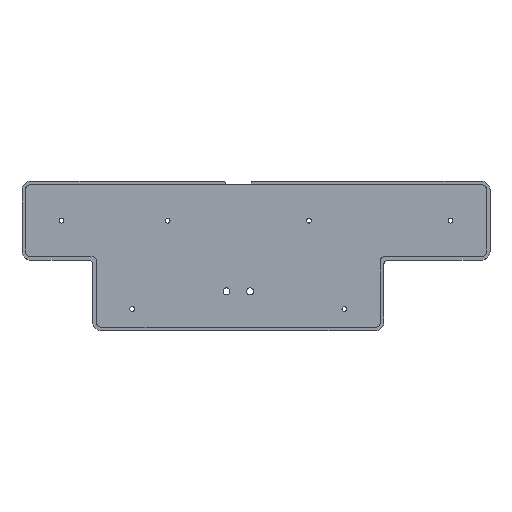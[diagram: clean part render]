
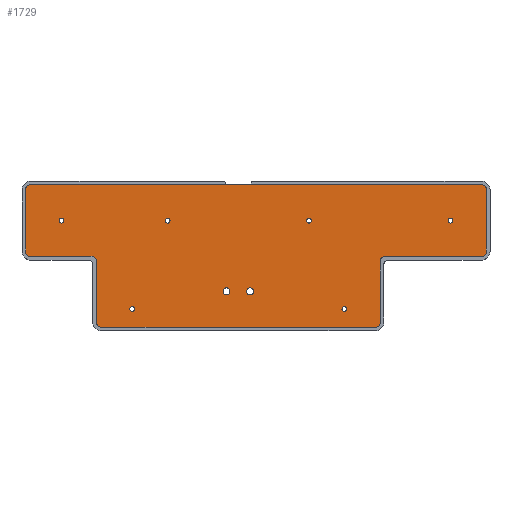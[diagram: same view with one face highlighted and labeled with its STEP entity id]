
A CAD part, top view. The second image highlights one B-rep face of the part: STEP entity #1729.
In plain terms, the highlighted planar face has unit normal (0, 0, 1).
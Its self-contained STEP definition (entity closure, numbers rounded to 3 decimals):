
#917 = EDGE_CURVE('',#918,#920,#922,.T.);
#918 = VERTEX_POINT('',#919);
#919 = CARTESIAN_POINT('',(122.554,-2.,2.));
#920 = VERTEX_POINT('',#921);
#921 = CARTESIAN_POINT('',(110.554,-2.,2.));
#922 = LINE('',#923,#924);
#923 = CARTESIAN_POINT('',(247.777,-2.,2.));
#924 = VECTOR('',#925,1.);
#925 = DIRECTION('',(-1.,0.,0.));
#1059 = VERTEX_POINT('',#1060);
#1060 = CARTESIAN_POINT('',(60.704,-68.929,2.));
#1068 = EDGE_CURVE('',#1059,#1059,#1069,.T.);
#1069 = CIRCLE('',#1070,1.3);
#1070 = AXIS2_PLACEMENT_3D('',#1071,#1072,#1073);
#1071 = CARTESIAN_POINT('',(59.404,-68.929,2.));
#1072 = DIRECTION('',(0.,0.,1.));
#1073 = DIRECTION('',(1.,0.,0.));
#1084 = VERTEX_POINT('',#1085);
#1085 = CARTESIAN_POINT('',(112.054,-59.404,2.));
#1093 = EDGE_CURVE('',#1084,#1084,#1094,.T.);
#1094 = CIRCLE('',#1095,1.85);
#1095 = AXIS2_PLACEMENT_3D('',#1096,#1097,#1098);
#1096 = CARTESIAN_POINT('',(110.204,-59.404,2.));
#1097 = DIRECTION('',(0.,0.,1.));
#1098 = DIRECTION('',(1.,0.,0.));
#1109 = VERTEX_POINT('',#1110);
#1110 = CARTESIAN_POINT('',(124.754,-59.404,2.));
#1118 = EDGE_CURVE('',#1109,#1109,#1119,.T.);
#1119 = CIRCLE('',#1120,1.85);
#1120 = AXIS2_PLACEMENT_3D('',#1121,#1122,#1123);
#1121 = CARTESIAN_POINT('',(122.904,-59.404,2.));
#1122 = DIRECTION('',(0.,0.,1.));
#1123 = DIRECTION('',(1.,0.,0.));
#1134 = VERTEX_POINT('',#1135);
#1135 = CARTESIAN_POINT('',(175.004,-68.929,2.));
#1143 = EDGE_CURVE('',#1134,#1134,#1144,.T.);
#1144 = CIRCLE('',#1145,1.3);
#1145 = AXIS2_PLACEMENT_3D('',#1146,#1147,#1148);
#1146 = CARTESIAN_POINT('',(173.704,-68.929,2.));
#1147 = DIRECTION('',(0.,0.,1.));
#1148 = DIRECTION('',(1.,0.,0.));
#1159 = VERTEX_POINT('',#1160);
#1160 = CARTESIAN_POINT('',(22.604,-21.304,2.));
#1168 = EDGE_CURVE('',#1159,#1159,#1169,.T.);
#1169 = CIRCLE('',#1170,1.3);
#1170 = AXIS2_PLACEMENT_3D('',#1171,#1172,#1173);
#1171 = CARTESIAN_POINT('',(21.304,-21.304,2.));
#1172 = DIRECTION('',(0.,0.,1.));
#1173 = DIRECTION('',(1.,0.,0.));
#1184 = VERTEX_POINT('',#1185);
#1185 = CARTESIAN_POINT('',(79.754,-21.304,2.));
#1193 = EDGE_CURVE('',#1184,#1184,#1194,.T.);
#1194 = CIRCLE('',#1195,1.3);
#1195 = AXIS2_PLACEMENT_3D('',#1196,#1197,#1198);
#1196 = CARTESIAN_POINT('',(78.454,-21.304,2.));
#1197 = DIRECTION('',(0.,0.,1.));
#1198 = DIRECTION('',(1.,0.,0.));
#1209 = VERTEX_POINT('',#1210);
#1210 = CARTESIAN_POINT('',(155.954,-21.304,2.));
#1218 = EDGE_CURVE('',#1209,#1209,#1219,.T.);
#1219 = CIRCLE('',#1220,1.3);
#1220 = AXIS2_PLACEMENT_3D('',#1221,#1222,#1223);
#1221 = CARTESIAN_POINT('',(154.654,-21.304,2.));
#1222 = DIRECTION('',(0.,0.,1.));
#1223 = DIRECTION('',(1.,0.,0.));
#1234 = VERTEX_POINT('',#1235);
#1235 = CARTESIAN_POINT('',(232.154,-21.304,2.));
#1243 = EDGE_CURVE('',#1234,#1234,#1244,.T.);
#1244 = CIRCLE('',#1245,1.3);
#1245 = AXIS2_PLACEMENT_3D('',#1246,#1247,#1248);
#1246 = CARTESIAN_POINT('',(230.854,-21.304,2.));
#1247 = DIRECTION('',(0.,0.,1.));
#1248 = DIRECTION('',(1.,0.,0.));
#1261 = VERTEX_POINT('',#1262);
#1262 = CARTESIAN_POINT('',(109.554,-2.,2.));
#1284 = EDGE_CURVE('',#1261,#1285,#1287,.T.);
#1285 = VERTEX_POINT('',#1286);
#1286 = CARTESIAN_POINT('',(4.381,-2.,2.));
#1287 = LINE('',#1288,#1289);
#1288 = CARTESIAN_POINT('',(247.777,-2.,2.));
#1289 = VECTOR('',#1290,1.);
#1290 = DIRECTION('',(-1.,0.,0.));
#1307 = EDGE_CURVE('',#1285,#1308,#1310,.T.);
#1308 = VERTEX_POINT('',#1309);
#1309 = CARTESIAN_POINT('',(2.,-4.381,2.));
#1310 = CIRCLE('',#1311,2.381);
#1311 = AXIS2_PLACEMENT_3D('',#1312,#1313,#1314);
#1312 = CARTESIAN_POINT('',(4.381,-4.381,2.));
#1313 = DIRECTION('',(0.,0.,1.));
#1314 = DIRECTION('',(1.,0.,0.));
#1332 = EDGE_CURVE('',#1308,#1333,#1335,.T.);
#1333 = VERTEX_POINT('',#1334);
#1334 = CARTESIAN_POINT('',(2.,-38.227,2.));
#1335 = LINE('',#1336,#1337);
#1336 = CARTESIAN_POINT('',(2.,-4.381,2.));
#1337 = VECTOR('',#1338,1.);
#1338 = DIRECTION('',(0.,-1.,0.));
#1356 = EDGE_CURVE('',#1333,#1357,#1359,.T.);
#1357 = VERTEX_POINT('',#1358);
#1358 = CARTESIAN_POINT('',(4.381,-40.608,2.));
#1359 = CIRCLE('',#1360,2.381);
#1360 = AXIS2_PLACEMENT_3D('',#1361,#1362,#1363);
#1361 = CARTESIAN_POINT('',(4.381,-38.227,2.));
#1362 = DIRECTION('',(0.,0.,1.));
#1363 = DIRECTION('',(1.,0.,0.));
#1381 = EDGE_CURVE('',#1357,#1382,#1384,.T.);
#1382 = VERTEX_POINT('',#1383);
#1383 = CARTESIAN_POINT('',(37.719,-40.608,2.));
#1384 = LINE('',#1385,#1386);
#1385 = CARTESIAN_POINT('',(4.381,-40.608,2.));
#1386 = VECTOR('',#1387,1.);
#1387 = DIRECTION('',(1.,0.,0.));
#1405 = VERTEX_POINT('',#1406);
#1406 = CARTESIAN_POINT('',(40.1,-42.989,2.));
#1412 = EDGE_CURVE('',#1405,#1382,#1413,.T.);
#1413 = CIRCLE('',#1414,2.381);
#1414 = AXIS2_PLACEMENT_3D('',#1415,#1416,#1417);
#1415 = CARTESIAN_POINT('',(37.719,-42.989,2.));
#1416 = DIRECTION('',(0.,0.,1.));
#1417 = DIRECTION('',(1.,0.,0.));
#1430 = EDGE_CURVE('',#1405,#1431,#1433,.T.);
#1431 = VERTEX_POINT('',#1432);
#1432 = CARTESIAN_POINT('',(40.1,-76.327,2.));
#1433 = LINE('',#1434,#1435);
#1434 = CARTESIAN_POINT('',(40.1,-42.989,2.));
#1435 = VECTOR('',#1436,1.);
#1436 = DIRECTION('',(0.,-1.,0.));
#1454 = EDGE_CURVE('',#1431,#1455,#1457,.T.);
#1455 = VERTEX_POINT('',#1456);
#1456 = CARTESIAN_POINT('',(42.481,-78.708,2.));
#1457 = CIRCLE('',#1458,2.381);
#1458 = AXIS2_PLACEMENT_3D('',#1459,#1460,#1461);
#1459 = CARTESIAN_POINT('',(42.481,-76.327,2.));
#1460 = DIRECTION('',(0.,0.,1.));
#1461 = DIRECTION('',(1.,0.,0.));
#1479 = EDGE_CURVE('',#1455,#1480,#1482,.T.);
#1480 = VERTEX_POINT('',#1481);
#1481 = CARTESIAN_POINT('',(190.627,-78.708,2.));
#1482 = LINE('',#1483,#1484);
#1483 = CARTESIAN_POINT('',(42.481,-78.708,2.));
#1484 = VECTOR('',#1485,1.);
#1485 = DIRECTION('',(1.,0.,0.));
#1503 = EDGE_CURVE('',#1480,#1504,#1506,.T.);
#1504 = VERTEX_POINT('',#1505);
#1505 = CARTESIAN_POINT('',(193.008,-76.327,2.));
#1506 = CIRCLE('',#1507,2.381);
#1507 = AXIS2_PLACEMENT_3D('',#1508,#1509,#1510);
#1508 = CARTESIAN_POINT('',(190.627,-76.327,2.));
#1509 = DIRECTION('',(0.,0.,1.));
#1510 = DIRECTION('',(1.,0.,0.));
#1528 = EDGE_CURVE('',#1504,#1529,#1531,.T.);
#1529 = VERTEX_POINT('',#1530);
#1530 = CARTESIAN_POINT('',(193.008,-42.989,2.));
#1531 = LINE('',#1532,#1533);
#1532 = CARTESIAN_POINT('',(193.008,-76.327,2.));
#1533 = VECTOR('',#1534,1.);
#1534 = DIRECTION('',(0.,1.,0.));
#1552 = VERTEX_POINT('',#1553);
#1553 = CARTESIAN_POINT('',(195.389,-40.608,2.));
#1559 = EDGE_CURVE('',#1552,#1529,#1560,.T.);
#1560 = CIRCLE('',#1561,2.381);
#1561 = AXIS2_PLACEMENT_3D('',#1562,#1563,#1564);
#1562 = CARTESIAN_POINT('',(195.389,-42.989,2.));
#1563 = DIRECTION('',(0.,0.,1.));
#1564 = DIRECTION('',(1.,0.,0.));
#1577 = EDGE_CURVE('',#1552,#1578,#1580,.T.);
#1578 = VERTEX_POINT('',#1579);
#1579 = CARTESIAN_POINT('',(247.777,-40.608,2.));
#1580 = LINE('',#1581,#1582);
#1581 = CARTESIAN_POINT('',(195.389,-40.608,2.));
#1582 = VECTOR('',#1583,1.);
#1583 = DIRECTION('',(1.,0.,0.));
#1601 = EDGE_CURVE('',#1578,#1602,#1604,.T.);
#1602 = VERTEX_POINT('',#1603);
#1603 = CARTESIAN_POINT('',(250.158,-38.227,2.));
#1604 = CIRCLE('',#1605,2.381);
#1605 = AXIS2_PLACEMENT_3D('',#1606,#1607,#1608);
#1606 = CARTESIAN_POINT('',(247.777,-38.227,2.));
#1607 = DIRECTION('',(0.,0.,1.));
#1608 = DIRECTION('',(1.,0.,0.));
#1626 = EDGE_CURVE('',#1602,#1627,#1629,.T.);
#1627 = VERTEX_POINT('',#1628);
#1628 = CARTESIAN_POINT('',(250.158,-4.381,2.));
#1629 = LINE('',#1630,#1631);
#1630 = CARTESIAN_POINT('',(250.158,-38.227,2.));
#1631 = VECTOR('',#1632,1.);
#1632 = DIRECTION('',(0.,1.,0.));
#1650 = EDGE_CURVE('',#1627,#1651,#1653,.T.);
#1651 = VERTEX_POINT('',#1652);
#1652 = CARTESIAN_POINT('',(247.777,-2.,2.));
#1653 = CIRCLE('',#1654,2.381);
#1654 = AXIS2_PLACEMENT_3D('',#1655,#1656,#1657);
#1655 = CARTESIAN_POINT('',(247.777,-4.381,2.));
#1656 = DIRECTION('',(0.,0.,1.));
#1657 = DIRECTION('',(1.,0.,0.));
#1676 = EDGE_CURVE('',#1651,#1677,#1679,.T.);
#1677 = VERTEX_POINT('',#1678);
#1678 = CARTESIAN_POINT('',(123.554,-2.,2.));
#1679 = LINE('',#1680,#1681);
#1680 = CARTESIAN_POINT('',(247.777,-2.,2.));
#1681 = VECTOR('',#1682,1.);
#1682 = DIRECTION('',(-1.,0.,0.));
#1729 = ADVANCED_FACE('',(#1730,#1762,#1765,#1768,#1771,#1774,#1777,
    #1780,#1783),#1786,.T.);
#1730 = FACE_BOUND('',#1731,.T.);
#1731 = EDGE_LOOP('',(#1732,#1733,#1734,#1735,#1736,#1737,#1743,#1744,
    #1750,#1751,#1752,#1753,#1754,#1755,#1756,#1757,#1758,#1759,#1760,
    #1761));
#1732 = ORIENTED_EDGE('',*,*,#1577,.T.);
#1733 = ORIENTED_EDGE('',*,*,#1601,.T.);
#1734 = ORIENTED_EDGE('',*,*,#1626,.T.);
#1735 = ORIENTED_EDGE('',*,*,#1650,.T.);
#1736 = ORIENTED_EDGE('',*,*,#1676,.T.);
#1737 = ORIENTED_EDGE('',*,*,#1738,.T.);
#1738 = EDGE_CURVE('',#1677,#918,#1739,.T.);
#1739 = LINE('',#1740,#1741);
#1740 = CARTESIAN_POINT('',(247.777,-2.,2.));
#1741 = VECTOR('',#1742,1.);
#1742 = DIRECTION('',(-1.,0.,0.));
#1743 = ORIENTED_EDGE('',*,*,#917,.T.);
#1744 = ORIENTED_EDGE('',*,*,#1745,.T.);
#1745 = EDGE_CURVE('',#920,#1261,#1746,.T.);
#1746 = LINE('',#1747,#1748);
#1747 = CARTESIAN_POINT('',(247.777,-2.,2.));
#1748 = VECTOR('',#1749,1.);
#1749 = DIRECTION('',(-1.,0.,0.));
#1750 = ORIENTED_EDGE('',*,*,#1284,.T.);
#1751 = ORIENTED_EDGE('',*,*,#1307,.T.);
#1752 = ORIENTED_EDGE('',*,*,#1332,.T.);
#1753 = ORIENTED_EDGE('',*,*,#1356,.T.);
#1754 = ORIENTED_EDGE('',*,*,#1381,.T.);
#1755 = ORIENTED_EDGE('',*,*,#1412,.F.);
#1756 = ORIENTED_EDGE('',*,*,#1430,.T.);
#1757 = ORIENTED_EDGE('',*,*,#1454,.T.);
#1758 = ORIENTED_EDGE('',*,*,#1479,.T.);
#1759 = ORIENTED_EDGE('',*,*,#1503,.T.);
#1760 = ORIENTED_EDGE('',*,*,#1528,.T.);
#1761 = ORIENTED_EDGE('',*,*,#1559,.F.);
#1762 = FACE_BOUND('',#1763,.T.);
#1763 = EDGE_LOOP('',(#1764));
#1764 = ORIENTED_EDGE('',*,*,#1143,.F.);
#1765 = FACE_BOUND('',#1766,.T.);
#1766 = EDGE_LOOP('',(#1767));
#1767 = ORIENTED_EDGE('',*,*,#1243,.F.);
#1768 = FACE_BOUND('',#1769,.T.);
#1769 = EDGE_LOOP('',(#1770));
#1770 = ORIENTED_EDGE('',*,*,#1218,.F.);
#1771 = FACE_BOUND('',#1772,.T.);
#1772 = EDGE_LOOP('',(#1773));
#1773 = ORIENTED_EDGE('',*,*,#1118,.F.);
#1774 = FACE_BOUND('',#1775,.T.);
#1775 = EDGE_LOOP('',(#1776));
#1776 = ORIENTED_EDGE('',*,*,#1093,.F.);
#1777 = FACE_BOUND('',#1778,.T.);
#1778 = EDGE_LOOP('',(#1779));
#1779 = ORIENTED_EDGE('',*,*,#1068,.F.);
#1780 = FACE_BOUND('',#1781,.T.);
#1781 = EDGE_LOOP('',(#1782));
#1782 = ORIENTED_EDGE('',*,*,#1193,.F.);
#1783 = FACE_BOUND('',#1784,.T.);
#1784 = EDGE_LOOP('',(#1785));
#1785 = ORIENTED_EDGE('',*,*,#1168,.F.);
#1786 = PLANE('',#1787);
#1787 = AXIS2_PLACEMENT_3D('',#1788,#1789,#1790);
#1788 = CARTESIAN_POINT('',(125.01,-34.693,2.));
#1789 = DIRECTION('',(0.,0.,1.));
#1790 = DIRECTION('',(0.,1.,0.));
